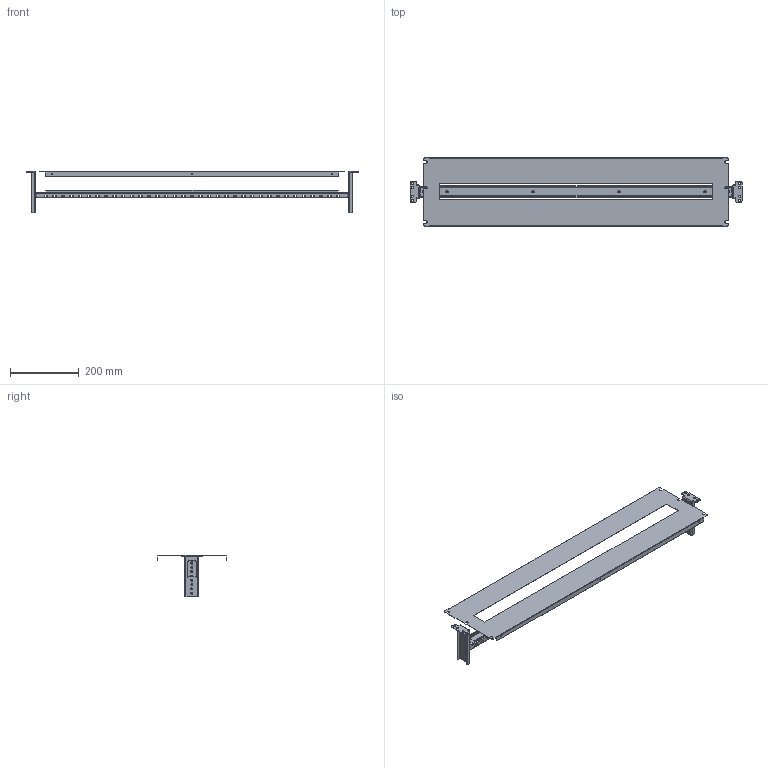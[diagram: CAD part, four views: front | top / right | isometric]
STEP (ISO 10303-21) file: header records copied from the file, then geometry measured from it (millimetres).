
FILE_DESCRIPTION (( 'STEP AP214' ), '1' );
FILE_NAME ('YKM40D-FO-MCV-020-100 FORMAT Êîìïëåêò óñòàíîâêè ìîäóëüíîãî àâòîìàòè÷åñêîãî âûêëþ÷àòåëÿ (âíóòðåííÿÿ äâåðü) 200õ1000ìì IEK.STEP', '2022-05-30T09:10:45', ( '' ), ( '' ), 'SwSTEP 2.0', 'SolidWorks 2017', '' );
FILE_SCHEMA (( 'AUTOMOTIVE_DESIGN' ));
Length unit declared in the file: millimetre
Products named in the file (1): YKM40D-FO-MCV-020-100 FORMAT Êîìïëåêò óñòàíîâêè ìîäóëüíîãî àâòîìàòè÷åñêîãî âûêëþ÷àòåëÿ (âíóòðåííÿÿ äâåðü) 200õ1000ìì IEK
Bounding box: 965 x 199.6 x 120 mm (x, y, z)
Volume: 264380.3 mm3; surface area: 550221.1 mm2
Topology: 7 solids, 7 shells, 619 faces, 1707 edges, 1102 vertices
Faces by surface type: plane 312, cylinder 307
Entity records: 27120 total; most frequent: DIRECTION 3565, CARTESIAN_POINT 3429, ORIENTED_EDGE 3414, EDGE_CURVE 1707, AXIS2_PLACEMENT_3D 1238, VERTEX_POINT 1102, LINE 1089, VECTOR 1089
